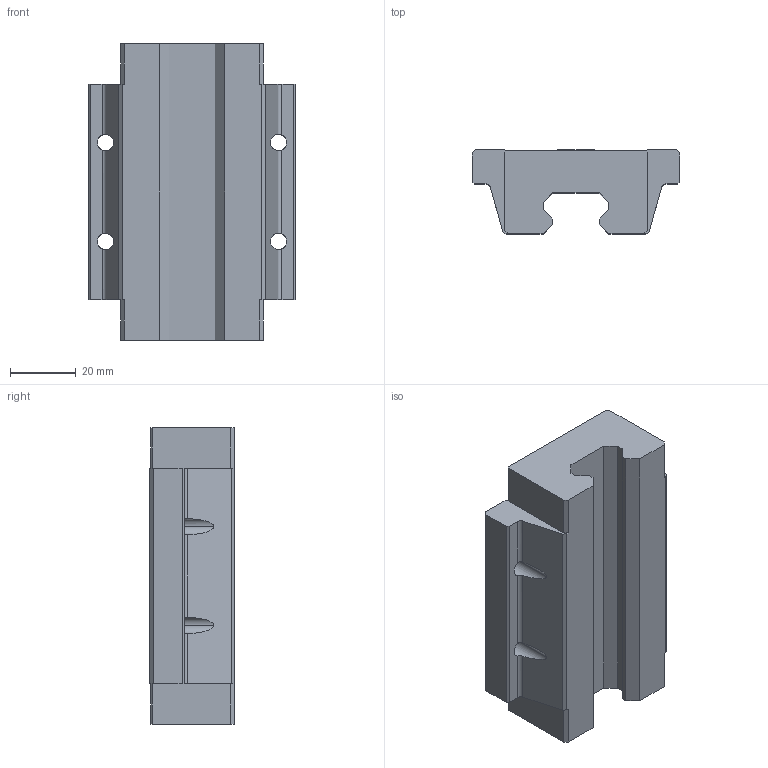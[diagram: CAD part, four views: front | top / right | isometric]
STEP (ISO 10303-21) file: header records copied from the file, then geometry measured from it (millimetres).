
FILE_DESCRIPTION (( 'STEP AP214' ), '1' );
FILE_NAME ('B550 Ðåëüñîâàÿ êàðåòêà HGW 20HA.STEP', '2024-04-23T13:30:04', ( '' ), ( '' ), 'SwSTEP 2.0', 'SolidWorks 2022', '' );
FILE_SCHEMA (( 'AUTOMOTIVE_DESIGN' ));
Length unit declared in the file: millimetre
Products named in the file (2): B550 Рельсовая каретка HGW 20HA; B550 Рельсовая каретка HGW 20HA_00
Assembly tree (1 placements, depth 2):
  B550 Рельсовая каретка HGW 20HA
    B550 Рельсовая каретка HGW 20HA_00
Bounding box: 63 x 25.6 x 90 mm (x, y, z)
Volume: 96769.9 mm3; surface area: 19551.9 mm2
Topology: 1 solids, 1 shells, 67 faces, 204 edges, 136 vertices
Faces by surface type: plane 53, cylinder 14
Entity records: 2480 total; most frequent: CARTESIAN_POINT 503, ORIENTED_EDGE 408, DIRECTION 350, EDGE_CURVE 204, LINE 168, VECTOR 168, VERTEX_POINT 136, AXIS2_PLACEMENT_3D 91
